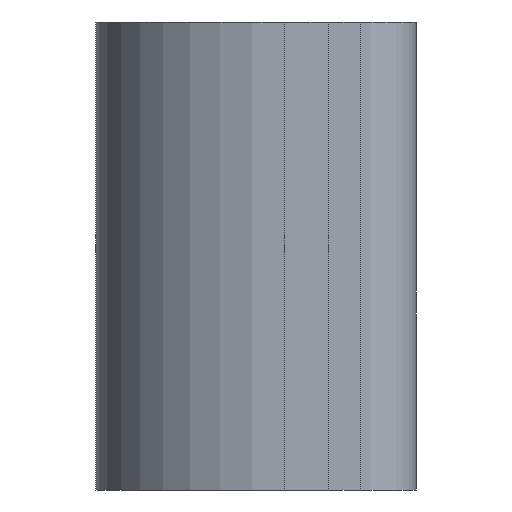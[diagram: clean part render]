
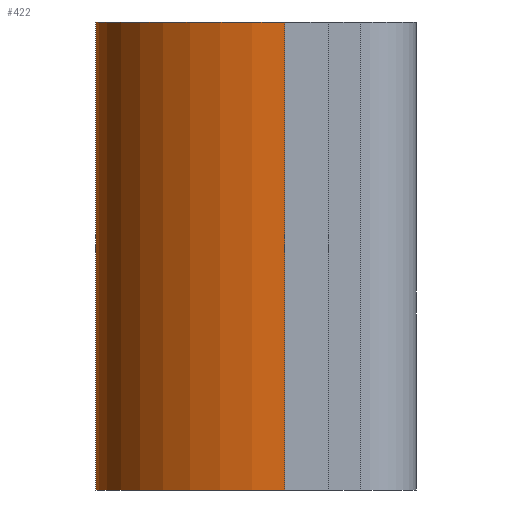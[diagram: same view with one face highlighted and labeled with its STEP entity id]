
A CAD part, left-side view. The second image highlights one B-rep face of the part: STEP entity #422.
In plain terms, the highlighted cylindrical face has radius 10.249 mm (diameter 20.498 mm), a partial arc.
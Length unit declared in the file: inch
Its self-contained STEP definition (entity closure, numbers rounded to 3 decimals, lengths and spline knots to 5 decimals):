
#5 = EDGE_CURVE ( 'NONE', #423, #335, #815, .T. ) ;
#15 = EDGE_CURVE ( 'NONE', #594, #335, #486, .T. ) ;
#18 = EDGE_CURVE ( 'NONE', #723, #594, #469, .T. ) ;
#32 = EDGE_CURVE ( 'NONE', #723, #423, #631, .T. ) ;
#57 = DIRECTION ( 'NONE',  ( 0., 0., -1. ) ) ;
#80 = CARTESIAN_POINT ( 'NONE',  ( -1.0285, 0.2815, -0.5 ) ) ;
#116 = DIRECTION ( 'NONE',  ( 0., 0., -1. ) ) ;
#127 = ORIENTED_EDGE ( 'NONE', *, *, #15, .F. ) ;
#185 = DIRECTION ( 'NONE',  ( 0., 0., -1. ) ) ;
#192 = DIRECTION ( 'NONE',  ( 1., 0., 0. ) ) ;
#207 = CARTESIAN_POINT ( 'NONE',  ( -0.625, 0.2815, 0.5 ) ) ;
#243 = ORIENTED_EDGE ( 'NONE', *, *, #5, .T. ) ;
#258 = AXIS2_PLACEMENT_3D ( 'NONE', #207, #505, #647 ) ;
#314 = VECTOR ( 'NONE', #57, 39.37008 ) ;
#335 = VERTEX_POINT ( 'NONE', #438 ) ;
#386 = DIRECTION ( 'NONE',  ( 1., 0., 0. ) ) ;
#412 = ORIENTED_EDGE ( 'NONE', *, *, #18, .F. ) ;
#422 = ADVANCED_FACE ( 'NONE', ( #434 ), #601, .T. ) ;
#423 = VERTEX_POINT ( 'NONE', #696 ) ;
#431 = CARTESIAN_POINT ( 'NONE',  ( -1.0285, 0.2815, 0.5 ) ) ;
#434 = FACE_OUTER_BOUND ( 'NONE', #510, .T. ) ;
#438 = CARTESIAN_POINT ( 'NONE',  ( -0.2215, 0.2815, -0.5 ) ) ;
#469 = LINE ( 'NONE', #431, #314 ) ;
#478 = AXIS2_PLACEMENT_3D ( 'NONE', #569, #185, #192 ) ;
#486 = CIRCLE ( 'NONE', #490, 0.4035 ) ;
#490 = AXIS2_PLACEMENT_3D ( 'NONE', #746, #514, #386 ) ;
#505 = DIRECTION ( 'NONE',  ( 0., 0., -1. ) ) ;
#510 = EDGE_LOOP ( 'NONE', ( #127, #412, #684, #243 ) ) ;
#511 = CARTESIAN_POINT ( 'NONE',  ( -0.2215, 0.2815, 0.5 ) ) ;
#514 = DIRECTION ( 'NONE',  ( 0., 0., -1. ) ) ;
#569 = CARTESIAN_POINT ( 'NONE',  ( -0.625, 0.2815, 0.5 ) ) ;
#584 = CARTESIAN_POINT ( 'NONE',  ( -1.0285, 0.2815, 0.5 ) ) ;
#594 = VERTEX_POINT ( 'NONE', #80 ) ;
#601 = CYLINDRICAL_SURFACE ( 'NONE', #258, 0.4035 ) ;
#631 = CIRCLE ( 'NONE', #478, 0.4035 ) ;
#647 = DIRECTION ( 'NONE',  ( -1., 0., 0. ) ) ;
#670 = VECTOR ( 'NONE', #116, 39.37008 ) ;
#684 = ORIENTED_EDGE ( 'NONE', *, *, #32, .T. ) ;
#696 = CARTESIAN_POINT ( 'NONE',  ( -0.2215, 0.2815, 0.5 ) ) ;
#723 = VERTEX_POINT ( 'NONE', #584 ) ;
#746 = CARTESIAN_POINT ( 'NONE',  ( -0.625, 0.2815, -0.5 ) ) ;
#815 = LINE ( 'NONE', #511, #670 ) ;
